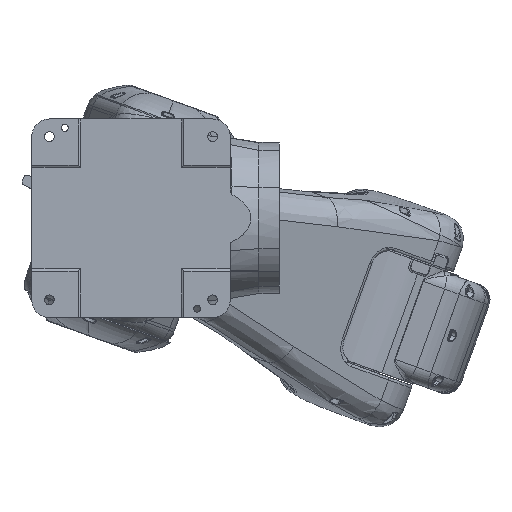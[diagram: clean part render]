
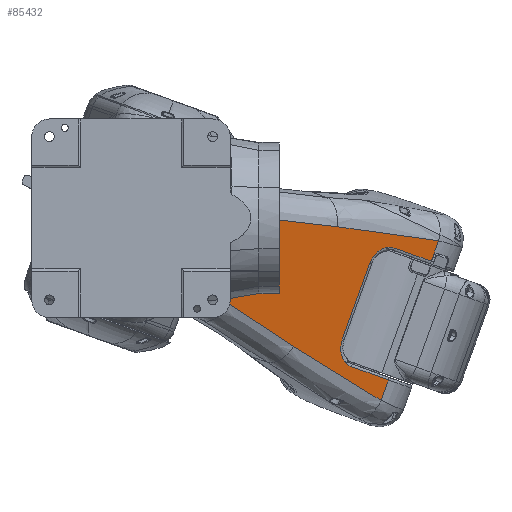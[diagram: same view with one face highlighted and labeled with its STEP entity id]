
A CAD part, front view. The second image highlights one B-rep face of the part: STEP entity #85432.
In plain terms, the highlighted face is planar.
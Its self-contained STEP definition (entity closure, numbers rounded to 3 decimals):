
#623 = DIRECTION ( 'NONE',  ( 0., 0., 1. ) ) ;
#882 = LINE ( 'NONE', #50402, #59156 ) ;
#2059 = DIRECTION ( 'NONE',  ( -0.982, 0.188, 0. ) ) ;
#3337 =( BOUNDED_CURVE ( )  B_SPLINE_CURVE ( 3, ( #64876, #84573, #108212, #140935 ),
 .UNSPECIFIED., .F., .F. ) 
 B_SPLINE_CURVE_WITH_KNOTS ( ( 4, 4 ),
 ( 4.793, 4.963 ),
 .UNSPECIFIED. ) 
 CURVE ( )  GEOMETRIC_REPRESENTATION_ITEM ( )  RATIONAL_B_SPLINE_CURVE ( ( 1., 0.998, 0.998, 1. ) ) 
 REPRESENTATION_ITEM ( '' )  );
#4717 = LINE ( 'NONE', #111245, #32188 ) ;
#4952 = EDGE_CURVE ( 'NONE', #88271, #7343, #16142, .T. ) ;
#7124 = CARTESIAN_POINT ( 'NONE',  ( -22.889, 618.038, 329.622 ) ) ;
#7343 = VERTEX_POINT ( 'NONE', #92992 ) ;
#8812 = VECTOR ( 'NONE', #133925, 1000. ) ;
#12951 = VERTEX_POINT ( 'NONE', #127245 ) ;
#15356 = DIRECTION ( 'NONE',  ( 0., 0., 1. ) ) ;
#16142 =( BOUNDED_CURVE ( )  B_SPLINE_CURVE ( 3, ( #92448, #58435, #16254, #114131 ),
 .UNSPECIFIED., .F., .F. ) 
 B_SPLINE_CURVE_WITH_KNOTS ( ( 4, 4 ),
 ( 4.461, 4.595 ),
 .UNSPECIFIED. ) 
 CURVE ( )  GEOMETRIC_REPRESENTATION_ITEM ( )  RATIONAL_B_SPLINE_CURVE ( ( 1., 0.999, 0.999, 1. ) ) 
 REPRESENTATION_ITEM ( '' )  );
#16254 = CARTESIAN_POINT ( 'NONE',  ( -48.676, 483.152, 340.166 ) ) ;
#16347 = CARTESIAN_POINT ( 'NONE',  ( -34.775, 555.863, 212.006 ) ) ;
#17746 = EDGE_CURVE ( 'NONE', #105575, #12951, #104045, .T. ) ;
#18051 = CARTESIAN_POINT ( 'NONE',  ( -48.676, 483.152, 228.078 ) ) ;
#21512 = CARTESIAN_POINT ( 'NONE',  ( -7.204, 700.082, 419.122 ) ) ;
#21927 = CARTESIAN_POINT ( 'NONE',  ( -34.775, 555.863, 356.238 ) ) ;
#22981 = DIRECTION ( 'NONE',  ( 0.188, 0.982, 0. ) ) ;
#23360 = ORIENTED_EDGE ( 'NONE', *, *, #135307, .T. ) ;
#24139 = CARTESIAN_POINT ( 'NONE',  ( -17.918, 644.038, 355.622 ) ) ;
#26494 = LINE ( 'NONE', #114627, #28134 ) ;
#28134 = VECTOR ( 'NONE', #15356, 1000. ) ;
#29066 = CARTESIAN_POINT ( 'NONE',  ( -55.75, 446.152, 232.427 ) ) ;
#29285 = CARTESIAN_POINT ( 'NONE',  ( -25.728, 603.191, 199.869 ) ) ;
#29728 = CARTESIAN_POINT ( 'NONE',  ( -17.918, 644.038, 212.622 ) ) ;
#31639 = CARTESIAN_POINT ( 'NONE',  ( -22.889, 618.038, 238.622 ) ) ;
#31773 = VERTEX_POINT ( 'NONE', #82679 ) ;
#32188 = VECTOR ( 'NONE', #22981, 1000. ) ;
#33139 = AXIS2_PLACEMENT_3D ( 'NONE', #34623, #2059, #623 ) ;
#33485 =( BOUNDED_CURVE ( )  B_SPLINE_CURVE ( 3, ( #29728, #140658, #42662, #31639 ),
 .UNSPECIFIED., .F., .F. ) 
 B_SPLINE_CURVE_WITH_KNOTS ( ( 4, 4 ),
 ( 4.712, 6.283 ),
 .UNSPECIFIED. ) 
 CURVE ( )  GEOMETRIC_REPRESENTATION_ITEM ( )  RATIONAL_B_SPLINE_CURVE ( ( 1., 0.805, 0.805, 1. ) ) 
 REPRESENTATION_ITEM ( '' )  );
#34623 = CARTESIAN_POINT ( 'NONE',  ( -7.204, 700.082, 419.122 ) ) ;
#37960 = LINE ( 'NONE', #67497, #8812 ) ;
#39679 = CARTESIAN_POINT ( 'NONE',  ( -22.889, 618.038, 344.853 ) ) ;
#40087 = CARTESIAN_POINT ( 'NONE',  ( -41.674, 519.777, 221.261 ) ) ;
#40108 = VERTEX_POINT ( 'NONE', #78071 ) ;
#40629 = CARTESIAN_POINT ( 'NONE',  ( -17.918, 644.038, 355.622 ) ) ;
#42662 = CARTESIAN_POINT ( 'NONE',  ( -22.889, 618.038, 223.392 ) ) ;
#44804 = EDGE_CURVE ( 'NONE', #31773, #102567, #127432, .T. ) ;
#50402 = CARTESIAN_POINT ( 'NONE',  ( -7.204, 700.082, 419.122 ) ) ;
#51272 = ORIENTED_EDGE ( 'NONE', *, *, #73480, .F. ) ;
#52806 = CARTESIAN_POINT ( 'NONE',  ( -7.204, 700.082, 355.622 ) ) ;
#56290 = VERTEX_POINT ( 'NONE', #95376 ) ;
#56595 = FACE_OUTER_BOUND ( 'NONE', #70046, .T. ) ;
#56634 = PLANE ( 'NONE',  #33139 ) ;
#57809 = CARTESIAN_POINT ( 'NONE',  ( -55.75, 446.152, 419.122 ) ) ;
#58435 = CARTESIAN_POINT ( 'NONE',  ( -41.674, 519.777, 346.983 ) ) ;
#59156 = VECTOR ( 'NONE', #118045, 1000. ) ;
#64876 = CARTESIAN_POINT ( 'NONE',  ( -7.204, 700.082, 380.356 ) ) ;
#67497 = CARTESIAN_POINT ( 'NONE',  ( -17.703, 645.165, 212.622 ) ) ;
#68575 = EDGE_CURVE ( 'NONE', #56290, #93799, #33485, .T. ) ;
#68666 = EDGE_CURVE ( 'NONE', #79406, #102567, #4717, .T. ) ;
#69225 = VECTOR ( 'NONE', #80235, 1000. ) ;
#70046 = EDGE_LOOP ( 'NONE', ( #79920, #100665, #74883, #138602, #72067, #136060, #23360, #78079, #51272, #70511, #78741, #76823 ) ) ;
#70511 = ORIENTED_EDGE ( 'NONE', *, *, #142273, .T. ) ;
#72067 = ORIENTED_EDGE ( 'NONE', *, *, #4952, .T. ) ;
#73480 = EDGE_CURVE ( 'NONE', #130568, #12951, #882, .T. ) ;
#73717 = CARTESIAN_POINT ( 'NONE',  ( -16.515, 651.38, 191.81 ) ) ;
#74098 = EDGE_CURVE ( 'NONE', #7343, #40108, #88158, .T. ) ;
#74670 = CARTESIAN_POINT ( 'NONE',  ( -34.775, 555.863, 212.006 ) ) ;
#74883 = ORIENTED_EDGE ( 'NONE', *, *, #44804, .F. ) ;
#76823 = ORIENTED_EDGE ( 'NONE', *, *, #108743, .T. ) ;
#77050 = EDGE_CURVE ( 'NONE', #103691, #79406, #115211, .T. ) ;
#78071 = CARTESIAN_POINT ( 'NONE',  ( -55.75, 446.152, 232.427 ) ) ;
#78079 = ORIENTED_EDGE ( 'NONE', *, *, #17746, .T. ) ;
#78741 = ORIENTED_EDGE ( 'NONE', *, *, #68575, .T. ) ;
#79406 = VERTEX_POINT ( 'NONE', #24139 ) ;
#79920 = ORIENTED_EDGE ( 'NONE', *, *, #77050, .T. ) ;
#80235 = DIRECTION ( 'NONE',  ( 0., 0., -1. ) ) ;
#82679 = CARTESIAN_POINT ( 'NONE',  ( -7.204, 700.082, 380.356 ) ) ;
#84573 = CARTESIAN_POINT ( 'NONE',  ( -16.515, 651.38, 376.435 ) ) ;
#85432 = ADVANCED_FACE ( 'NONE', ( #56595 ), #56634, .F. ) ;
#86164 = DIRECTION ( 'NONE',  ( 0., 0., -1. ) ) ;
#88158 = LINE ( 'NONE', #57809, #69225 ) ;
#88271 = VERTEX_POINT ( 'NONE', #21927 ) ;
#92448 = CARTESIAN_POINT ( 'NONE',  ( -34.775, 555.863, 356.238 ) ) ;
#92992 = CARTESIAN_POINT ( 'NONE',  ( -55.75, 446.152, 335.817 ) ) ;
#93062 = VECTOR ( 'NONE', #86164, 1000. ) ;
#93799 = VERTEX_POINT ( 'NONE', #111152 ) ;
#94320 = CARTESIAN_POINT ( 'NONE',  ( -20.83, 628.808, 355.622 ) ) ;
#94644 = CARTESIAN_POINT ( 'NONE',  ( -7.204, 700.082, 212.622 ) ) ;
#95376 = CARTESIAN_POINT ( 'NONE',  ( -17.918, 644.038, 212.622 ) ) ;
#100665 = ORIENTED_EDGE ( 'NONE', *, *, #68666, .T. ) ;
#102567 = VERTEX_POINT ( 'NONE', #52806 ) ;
#103691 = VERTEX_POINT ( 'NONE', #112579 ) ;
#104045 =( BOUNDED_CURVE ( )  B_SPLINE_CURVE ( 3, ( #74670, #29285, #73717, #117540 ),
 .UNSPECIFIED., .F., .T. ) 
 B_SPLINE_CURVE_WITH_KNOTS ( ( 4, 4 ),
 ( 1.32, 1.49 ),
 .UNSPECIFIED. ) 
 CURVE ( )  GEOMETRIC_REPRESENTATION_ITEM ( )  RATIONAL_B_SPLINE_CURVE ( ( 1., 0.998, 0.998, 1. ) ) 
 REPRESENTATION_ITEM ( '' )  );
#105575 = VERTEX_POINT ( 'NONE', #16347 ) ;
#108212 = CARTESIAN_POINT ( 'NONE',  ( -25.728, 603.191, 368.376 ) ) ;
#108743 = EDGE_CURVE ( 'NONE', #93799, #103691, #26494, .T. ) ;
#111152 = CARTESIAN_POINT ( 'NONE',  ( -22.889, 618.038, 238.622 ) ) ;
#111245 = CARTESIAN_POINT ( 'NONE',  ( -7.204, 700.082, 355.622 ) ) ;
#112579 = CARTESIAN_POINT ( 'NONE',  ( -22.889, 618.038, 329.622 ) ) ;
#114131 = CARTESIAN_POINT ( 'NONE',  ( -55.75, 446.152, 335.817 ) ) ;
#114627 = CARTESIAN_POINT ( 'NONE',  ( -22.889, 618.038, 329.622 ) ) ;
#115211 =( BOUNDED_CURVE ( )  B_SPLINE_CURVE ( 3, ( #7124, #39679, #94320, #40629 ),
 .UNSPECIFIED., .F., .F. ) 
 B_SPLINE_CURVE_WITH_KNOTS ( ( 4, 4 ),
 ( 3.142, 4.712 ),
 .UNSPECIFIED. ) 
 CURVE ( )  GEOMETRIC_REPRESENTATION_ITEM ( )  RATIONAL_B_SPLINE_CURVE ( ( 1., 0.805, 0.805, 1. ) ) 
 REPRESENTATION_ITEM ( '' )  );
#115351 =( BOUNDED_CURVE ( )  B_SPLINE_CURVE ( 3, ( #29066, #18051, #40087, #138081 ),
 .UNSPECIFIED., .F., .F. ) 
 B_SPLINE_CURVE_WITH_KNOTS ( ( 4, 4 ),
 ( 1.688, 1.822 ),
 .UNSPECIFIED. ) 
 CURVE ( )  GEOMETRIC_REPRESENTATION_ITEM ( )  RATIONAL_B_SPLINE_CURVE ( ( 1., 0.999, 0.999, 1. ) ) 
 REPRESENTATION_ITEM ( '' )  );
#117540 = CARTESIAN_POINT ( 'NONE',  ( -7.204, 700.082, 187.889 ) ) ;
#118045 = DIRECTION ( 'NONE',  ( 0., 0., -1. ) ) ;
#127245 = CARTESIAN_POINT ( 'NONE',  ( -7.204, 700.082, 187.889 ) ) ;
#127432 = LINE ( 'NONE', #21512, #93062 ) ;
#130568 = VERTEX_POINT ( 'NONE', #94644 ) ;
#133925 = DIRECTION ( 'NONE',  ( -0.188, -0.982, 0. ) ) ;
#135307 = EDGE_CURVE ( 'NONE', #40108, #105575, #115351, .T. ) ;
#136060 = ORIENTED_EDGE ( 'NONE', *, *, #74098, .T. ) ;
#136107 = EDGE_CURVE ( 'NONE', #31773, #88271, #3337, .T. ) ;
#138081 = CARTESIAN_POINT ( 'NONE',  ( -34.775, 555.863, 212.006 ) ) ;
#138602 = ORIENTED_EDGE ( 'NONE', *, *, #136107, .T. ) ;
#140658 = CARTESIAN_POINT ( 'NONE',  ( -20.83, 628.808, 212.622 ) ) ;
#140935 = CARTESIAN_POINT ( 'NONE',  ( -34.775, 555.863, 356.238 ) ) ;
#142273 = EDGE_CURVE ( 'NONE', #130568, #56290, #37960, .T. ) ;
